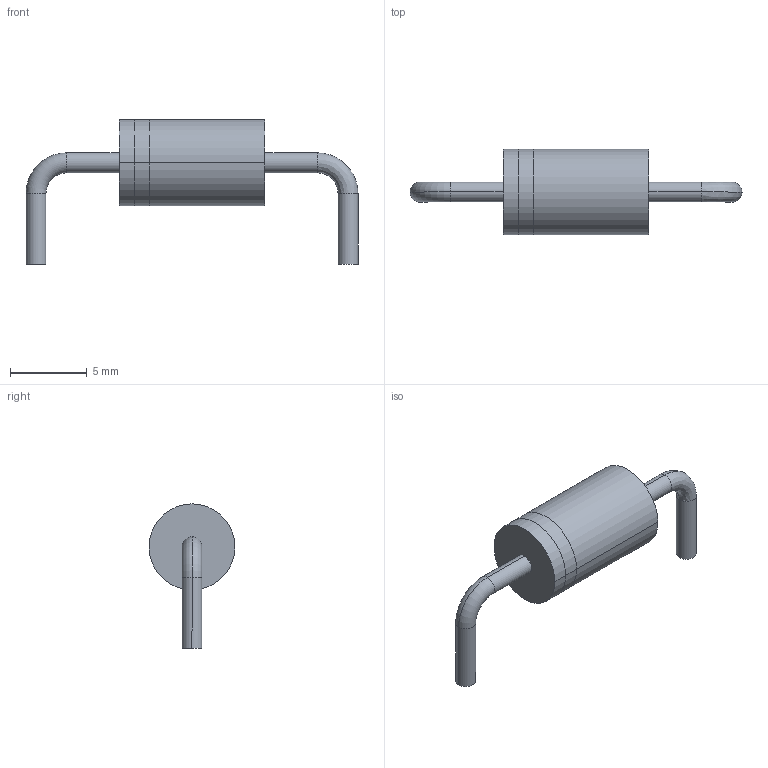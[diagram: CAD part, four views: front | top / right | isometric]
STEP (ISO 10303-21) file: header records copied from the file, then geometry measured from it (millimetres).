
FILE_DESCRIPTION((''),'2;1');
FILE_NAME('DO-201AD.stp','2009-03-31T15:45:01',(''),(''),'Mechanical Desktop 2006','Mechanical Desktop 2006',', , ');
FILE_SCHEMA(('AUTOMOTIVE_DESIGN { 1 2 10303 214 0 1 1 1 }'));
Length unit declared in the file: millimetre
Products named in the file (1): Product
Bounding box: 21.62 x 5.6 x 9.4 mm (x, y, z)
Volume: 263.6 mm3; surface area: 411.3 mm2
Topology: 5 solids, 5 shells, 28 faces, 52 edges, 40 vertices
Faces by surface type: cylinder 10, bspline 8, plane 8, torus 2
Entity records: 896 total; most frequent: CARTESIAN_POINT 279, DIRECTION 128, ORIENTED_EDGE 92, AXIS2_PLACEMENT_3D 55, EDGE_CURVE 46, CIRCLE 34, VERTEX_POINT 28, EDGE_LOOP 28
